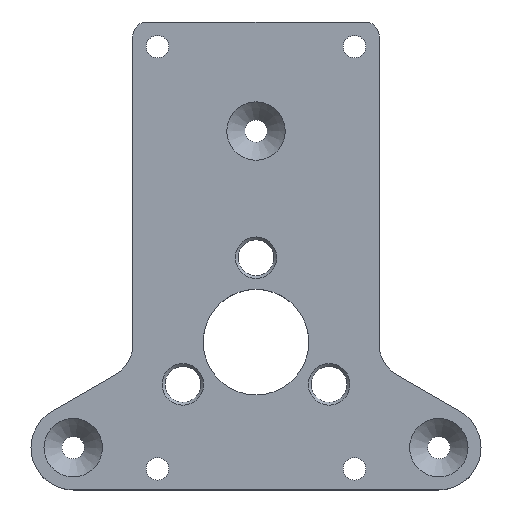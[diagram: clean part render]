
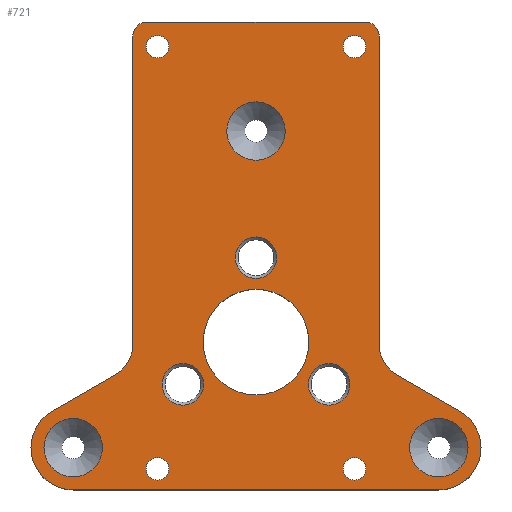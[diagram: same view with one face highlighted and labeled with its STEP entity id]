
A CAD part, top view. The second image highlights one B-rep face of the part: STEP entity #721.
In plain terms, the highlighted planar face has unit normal (0, 0, 1).
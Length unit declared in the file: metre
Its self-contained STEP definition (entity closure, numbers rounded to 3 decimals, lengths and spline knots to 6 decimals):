
#38=LINE('',#1161,#80);
#43=LINE('',#1171,#85);
#44=LINE('',#1173,#86);
#47=LINE('',#1179,#89);
#48=LINE('',#1181,#90);
#52=LINE('',#1199,#94);
#80=VECTOR('',#931,1.);
#85=VECTOR('',#938,1.);
#86=VECTOR('',#941,1.);
#89=VECTOR('',#946,1.);
#90=VECTOR('',#949,1.);
#94=VECTOR('',#971,1.);
#112=PLANE('',#809);
#218=ORIENTED_EDGE('',*,*,#366,.T.);
#219=ORIENTED_EDGE('',*,*,#367,.T.);
#220=ORIENTED_EDGE('',*,*,#368,.T.);
#221=ORIENTED_EDGE('',*,*,#369,.T.);
#222=ORIENTED_EDGE('',*,*,#370,.T.);
#223=ORIENTED_EDGE('',*,*,#371,.T.);
#224=ORIENTED_EDGE('',*,*,#362,.T.);
#225=ORIENTED_EDGE('',*,*,#351,.T.);
#226=ORIENTED_EDGE('',*,*,#364,.T.);
#227=ORIENTED_EDGE('',*,*,#360,.T.);
#228=ORIENTED_EDGE('',*,*,#365,.T.);
#229=ORIENTED_EDGE('',*,*,#348,.T.);
#230=ORIENTED_EDGE('',*,*,#334,.T.);
#231=ORIENTED_EDGE('',*,*,#347,.T.);
#232=ORIENTED_EDGE('',*,*,#356,.T.);
#233=ORIENTED_EDGE('',*,*,#342,.T.);
#234=ORIENTED_EDGE('',*,*,#355,.T.);
#235=ORIENTED_EDGE('',*,*,#352,.T.);
#236=ORIENTED_EDGE('',*,*,#337,.T.);
#237=ORIENTED_EDGE('',*,*,#305,.F.);
#238=ORIENTED_EDGE('',*,*,#357,.F.);
#239=ORIENTED_EDGE('',*,*,#358,.F.);
#240=ORIENTED_EDGE('',*,*,#363,.F.);
#305=EDGE_CURVE('',#396,#396,#469,.T.);
#334=EDGE_CURVE('',#425,#424,#487,.T.);
#337=EDGE_CURVE('',#427,#426,#488,.T.);
#342=EDGE_CURVE('',#431,#430,#38,.T.);
#347=EDGE_CURVE('',#424,#434,#43,.T.);
#348=EDGE_CURVE('',#435,#425,#44,.T.);
#351=EDGE_CURVE('',#426,#436,#47,.T.);
#352=EDGE_CURVE('',#437,#427,#48,.T.);
#355=EDGE_CURVE('',#430,#437,#489,.T.);
#356=EDGE_CURVE('',#434,#431,#490,.T.);
#357=EDGE_CURVE('',#439,#439,#491,.T.);
#358=EDGE_CURVE('',#440,#440,#492,.T.);
#360=EDGE_CURVE('',#442,#441,#52,.T.);
#362=EDGE_CURVE('',#443,#443,#493,.T.);
#363=EDGE_CURVE('',#444,#444,#494,.T.);
#364=EDGE_CURVE('',#436,#442,#495,.T.);
#365=EDGE_CURVE('',#441,#435,#496,.T.);
#366=EDGE_CURVE('',#445,#445,#497,.T.);
#367=EDGE_CURVE('',#446,#446,#498,.T.);
#368=EDGE_CURVE('',#447,#447,#499,.T.);
#369=EDGE_CURVE('',#448,#448,#500,.T.);
#370=EDGE_CURVE('',#449,#449,#501,.T.);
#371=EDGE_CURVE('',#450,#450,#502,.T.);
#396=VERTEX_POINT('',#1086);
#424=VERTEX_POINT('',#1144);
#425=VERTEX_POINT('',#1146);
#426=VERTEX_POINT('',#1150);
#427=VERTEX_POINT('',#1152);
#430=VERTEX_POINT('',#1160);
#431=VERTEX_POINT('',#1162);
#434=VERTEX_POINT('',#1170);
#435=VERTEX_POINT('',#1174);
#436=VERTEX_POINT('',#1178);
#437=VERTEX_POINT('',#1182);
#439=VERTEX_POINT('',#1192);
#440=VERTEX_POINT('',#1195);
#441=VERTEX_POINT('',#1198);
#442=VERTEX_POINT('',#1200);
#443=VERTEX_POINT('',#1204);
#444=VERTEX_POINT('',#1207);
#445=VERTEX_POINT('',#1214);
#446=VERTEX_POINT('',#1216);
#447=VERTEX_POINT('',#1218);
#448=VERTEX_POINT('',#1220);
#449=VERTEX_POINT('',#1222);
#450=VERTEX_POINT('',#1224);
#469=CIRCLE('',#764,0.0075);
#487=CIRCLE('',#784,0.005);
#488=CIRCLE('',#786,0.005);
#489=CIRCLE('',#793,0.006);
#490=CIRCLE('',#795,0.006);
#491=CIRCLE('',#797,0.0016);
#492=CIRCLE('',#799,0.0016);
#493=CIRCLE('',#802,0.0016);
#494=CIRCLE('',#804,0.0016);
#495=CIRCLE('',#806,0.002);
#496=CIRCLE('',#808,0.002);
#497=CIRCLE('',#810,0.00295);
#498=CIRCLE('',#811,0.00295);
#499=CIRCLE('',#812,0.00295);
#500=CIRCLE('',#813,0.00415);
#501=CIRCLE('',#814,0.00415);
#502=CIRCLE('',#815,0.00415);
#549=EDGE_LOOP('',(#218));
#550=EDGE_LOOP('',(#219));
#551=EDGE_LOOP('',(#220));
#552=EDGE_LOOP('',(#221));
#553=EDGE_LOOP('',(#222));
#554=EDGE_LOOP('',(#223));
#555=EDGE_LOOP('',(#224));
#556=EDGE_LOOP('',(#225,#226,#227,#228,#229,#230,#231,#232,#233,#234,#235,
#236));
#557=EDGE_LOOP('',(#237));
#558=EDGE_LOOP('',(#238));
#559=EDGE_LOOP('',(#239));
#560=EDGE_LOOP('',(#240));
#633=FACE_BOUND('',#549,.T.);
#634=FACE_BOUND('',#550,.T.);
#635=FACE_BOUND('',#551,.T.);
#636=FACE_BOUND('',#552,.T.);
#637=FACE_BOUND('',#553,.T.);
#638=FACE_BOUND('',#554,.T.);
#639=FACE_BOUND('',#555,.T.);
#640=FACE_BOUND('',#556,.T.);
#641=FACE_BOUND('',#557,.T.);
#642=FACE_BOUND('',#558,.T.);
#643=FACE_BOUND('',#559,.T.);
#644=FACE_BOUND('',#560,.T.);
#721=ADVANCED_FACE('',(#633,#634,#635,#636,#637,#638,#639,#640,#641,#642,
#643,#644),#112,.T.);
#764=AXIS2_PLACEMENT_3D('',#1085,#866,#867);
#784=AXIS2_PLACEMENT_3D('',#1145,#917,#918);
#786=AXIS2_PLACEMENT_3D('',#1151,#923,#924);
#793=AXIS2_PLACEMENT_3D('',#1187,#954,#955);
#795=AXIS2_PLACEMENT_3D('',#1189,#958,#959);
#797=AXIS2_PLACEMENT_3D('',#1191,#962,#963);
#799=AXIS2_PLACEMENT_3D('',#1194,#966,#967);
#802=AXIS2_PLACEMENT_3D('',#1203,#975,#976);
#804=AXIS2_PLACEMENT_3D('',#1206,#979,#980);
#806=AXIS2_PLACEMENT_3D('',#1209,#983,#984);
#808=AXIS2_PLACEMENT_3D('',#1211,#987,#988);
#809=AXIS2_PLACEMENT_3D('',#1212,#989,#990);
#810=AXIS2_PLACEMENT_3D('',#1213,#991,#992);
#811=AXIS2_PLACEMENT_3D('',#1215,#993,#994);
#812=AXIS2_PLACEMENT_3D('',#1217,#995,#996);
#813=AXIS2_PLACEMENT_3D('',#1219,#997,#998);
#814=AXIS2_PLACEMENT_3D('',#1221,#999,#1000);
#815=AXIS2_PLACEMENT_3D('',#1223,#1001,#1002);
#866=DIRECTION('',(0.,0.,1.));
#867=DIRECTION('',(1.,0.,0.));
#917=DIRECTION('',(0.,0.,-1.));
#918=DIRECTION('',(1.,0.,0.));
#923=DIRECTION('',(0.,0.,-1.));
#924=DIRECTION('',(1.,0.,0.));
#931=DIRECTION('',(1.,0.,0.));
#938=DIRECTION('',(-0.866,-0.5,0.));
#941=DIRECTION('',(0.,-1.,0.));
#946=DIRECTION('',(0.,1.,0.));
#949=DIRECTION('',(-0.866,0.5,0.));
#954=DIRECTION('',(0.,0.,1.));
#955=DIRECTION('',(1.,0.,0.));
#958=DIRECTION('',(0.,0.,1.));
#959=DIRECTION('',(1.,0.,0.));
#962=DIRECTION('',(0.,0.,1.));
#963=DIRECTION('',(1.,0.,0.));
#966=DIRECTION('',(0.,0.,1.));
#967=DIRECTION('',(1.,0.,0.));
#971=DIRECTION('',(-1.,0.,0.));
#975=DIRECTION('',(0.,0.,-1.));
#976=DIRECTION('',(1.,0.,0.));
#979=DIRECTION('',(0.,0.,1.));
#980=DIRECTION('',(1.,0.,0.));
#983=DIRECTION('',(0.,0.,1.));
#984=DIRECTION('',(1.,0.,0.));
#987=DIRECTION('',(0.,0.,1.));
#988=DIRECTION('',(1.,0.,0.));
#989=DIRECTION('',(0.,0.,1.));
#990=DIRECTION('',(1.,0.,0.));
#991=DIRECTION('',(0.,0.,-1.));
#992=DIRECTION('',(-1.,0.,0.));
#993=DIRECTION('',(0.,0.,-1.));
#994=DIRECTION('',(-1.,0.,0.));
#995=DIRECTION('',(0.,0.,-1.));
#996=DIRECTION('',(-1.,0.,0.));
#997=DIRECTION('',(0.,0.,-1.));
#998=DIRECTION('',(-1.,0.,0.));
#999=DIRECTION('',(0.,0.,-1.));
#1000=DIRECTION('',(-1.,0.,0.));
#1001=DIRECTION('',(0.,0.,-1.));
#1002=DIRECTION('',(-1.,0.,0.));
#1085=CARTESIAN_POINT('',(0.,0.,0.008));
#1086=CARTESIAN_POINT('',(0.0075,0.,0.008));
#1144=CARTESIAN_POINT('',(-0.02,-0.004619,0.008));
#1145=CARTESIAN_POINT('',(-0.0225,-0.000289,0.008));
#1146=CARTESIAN_POINT('',(-0.0175,-0.000289,0.008));
#1150=CARTESIAN_POINT('',(0.0175,-0.000289,0.008));
#1151=CARTESIAN_POINT('',(0.0225,-0.000289,0.008));
#1152=CARTESIAN_POINT('',(0.02,-0.004619,0.008));
#1160=CARTESIAN_POINT('',(0.025981,-0.021,0.008));
#1161=CARTESIAN_POINT('',(0.025981,-0.021,0.008));
#1162=CARTESIAN_POINT('',(-0.025981,-0.021,0.008));
#1170=CARTESIAN_POINT('',(-0.028981,-0.009804,0.008));
#1171=CARTESIAN_POINT('',(-0.028981,-0.009804,0.008));
#1173=CARTESIAN_POINT('',(-0.0175,0.036,0.008));
#1174=CARTESIAN_POINT('',(-0.0175,0.0435,0.008));
#1178=CARTESIAN_POINT('',(0.0175,0.0435,0.008));
#1179=CARTESIAN_POINT('',(0.0175,0.036,0.008));
#1181=CARTESIAN_POINT('',(0.028981,-0.009804,0.008));
#1182=CARTESIAN_POINT('',(0.028981,-0.009804,0.008));
#1187=CARTESIAN_POINT('',(0.025981,-0.015,0.008));
#1189=CARTESIAN_POINT('',(-0.025981,-0.015,0.008));
#1191=CARTESIAN_POINT('',(-0.014,-0.018,0.008));
#1192=CARTESIAN_POINT('',(-0.0124,-0.018,0.008));
#1194=CARTESIAN_POINT('',(0.014,-0.018,0.008));
#1195=CARTESIAN_POINT('',(0.0156,-0.018,0.008));
#1198=CARTESIAN_POINT('',(-0.0155,0.0455,0.008));
#1199=CARTESIAN_POINT('',(0.0175,0.0455,0.008));
#1200=CARTESIAN_POINT('',(0.0155,0.0455,0.008));
#1203=CARTESIAN_POINT('',(0.014,0.042,0.008));
#1204=CARTESIAN_POINT('',(0.0156,0.042,0.008));
#1206=CARTESIAN_POINT('',(-0.014,0.042,0.008));
#1207=CARTESIAN_POINT('',(-0.0124,0.042,0.008));
#1209=CARTESIAN_POINT('',(0.0155,0.0435,0.008));
#1211=CARTESIAN_POINT('',(-0.0155,0.0435,0.008));
#1212=CARTESIAN_POINT('',(0.025981,-0.015,0.008));
#1213=CARTESIAN_POINT('',(0.,0.012,0.008));
#1214=CARTESIAN_POINT('',(-0.00295,0.012,0.008));
#1215=CARTESIAN_POINT('',(-0.010392,-0.006,0.008));
#1216=CARTESIAN_POINT('',(-0.013342,-0.006,0.008));
#1217=CARTESIAN_POINT('',(0.010392,-0.006,0.008));
#1218=CARTESIAN_POINT('',(0.007442,-0.006,0.008));
#1219=CARTESIAN_POINT('',(-0.025981,-0.015,0.008));
#1220=CARTESIAN_POINT('',(-0.030131,-0.015,0.008));
#1221=CARTESIAN_POINT('',(0.025981,-0.015,0.008));
#1222=CARTESIAN_POINT('',(0.021831,-0.015,0.008));
#1223=CARTESIAN_POINT('',(0.,0.03,0.008));
#1224=CARTESIAN_POINT('',(-0.00415,0.03,0.008));
